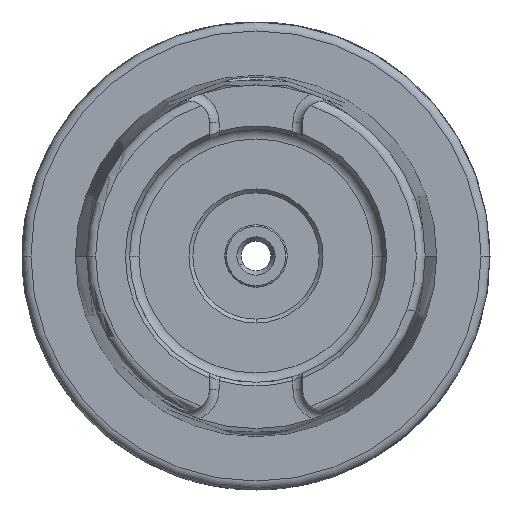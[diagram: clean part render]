
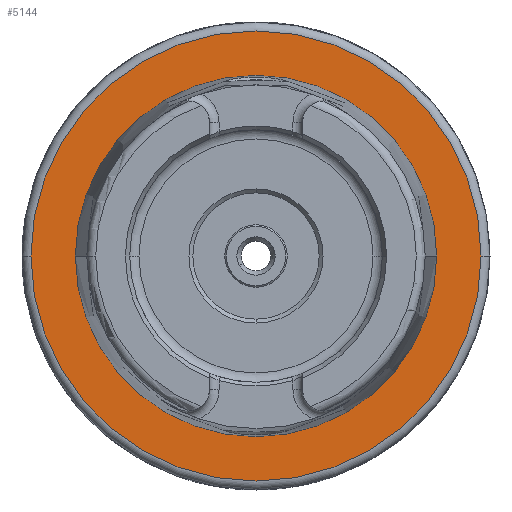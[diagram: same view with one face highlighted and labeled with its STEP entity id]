
A CAD part, left-side view. The second image highlights one B-rep face of the part: STEP entity #5144.
In plain terms, the highlighted planar face has unit normal (-1, 0, 0).
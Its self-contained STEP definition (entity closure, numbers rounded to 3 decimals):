
#87 = DIRECTION ( 'NONE',  ( 1., 0., 0. ) ) ;
#398 = CIRCLE ( 'NONE', #1368, 24.321 ) ;
#1048 = VERTEX_POINT ( 'NONE', #4618 ) ;
#1068 = EDGE_CURVE ( 'NONE', #2157, #3891, #1455, .T. ) ;
#1087 = AXIS2_PLACEMENT_3D ( 'NONE', #2399, #4113, #6483 ) ;
#1232 = CARTESIAN_POINT ( 'NONE',  ( 0., -30.3, 0. ) ) ;
#1289 = CARTESIAN_POINT ( 'NONE',  ( 0., 0., 0. ) ) ;
#1368 = AXIS2_PLACEMENT_3D ( 'NONE', #1698, #7529, #5162 ) ;
#1455 = CIRCLE ( 'NONE', #1087, 30.3 ) ;
#1542 = EDGE_CURVE ( 'NONE', #1048, #2118, #5937, .T. ) ;
#1698 = CARTESIAN_POINT ( 'NONE',  ( 0., 0., 0. ) ) ;
#2118 = VERTEX_POINT ( 'NONE', #3930 ) ;
#2157 = VERTEX_POINT ( 'NONE', #2178 ) ;
#2166 = FACE_BOUND ( 'NONE', #3384, .T. ) ;
#2178 = CARTESIAN_POINT ( 'NONE',  ( 0., 30.3, 0. ) ) ;
#2211 = CIRCLE ( 'NONE', #6435, 30.3 ) ;
#2399 = CARTESIAN_POINT ( 'NONE',  ( 0., 0., 0. ) ) ;
#2458 = EDGE_LOOP ( 'NONE', ( #5804, #6667 ) ) ;
#2909 = EDGE_CURVE ( 'NONE', #2118, #1048, #398, .T. ) ;
#3384 = EDGE_LOOP ( 'NONE', ( #5322, #6874 ) ) ;
#3541 = DIRECTION ( 'NONE',  ( 0., 1., 0. ) ) ;
#3891 = VERTEX_POINT ( 'NONE', #1232 ) ;
#3930 = CARTESIAN_POINT ( 'NONE',  ( 0., -24.321, 0. ) ) ;
#4113 = DIRECTION ( 'NONE',  ( 1., 0., 0. ) ) ;
#4342 = DIRECTION ( 'NONE',  ( 0., 1., 0. ) ) ;
#4502 = FACE_OUTER_BOUND ( 'NONE', #2458, .T. ) ;
#4582 = AXIS2_PLACEMENT_3D ( 'NONE', #1289, #87, #3541 ) ;
#4618 = CARTESIAN_POINT ( 'NONE',  ( 0., 24.321, 0. ) ) ;
#4970 = DIRECTION ( 'NONE',  ( -1., 0., 0. ) ) ;
#5144 = ADVANCED_FACE ( 'NONE', ( #2166, #4502 ), #6718, .T. ) ;
#5162 = DIRECTION ( 'NONE',  ( 0., 1., 0. ) ) ;
#5322 = ORIENTED_EDGE ( 'NONE', *, *, #1542, .T. ) ;
#5593 = DIRECTION ( 'NONE',  ( 0., -1., 0. ) ) ;
#5674 = AXIS2_PLACEMENT_3D ( 'NONE', #7398, #4970, #5593 ) ;
#5804 = ORIENTED_EDGE ( 'NONE', *, *, #1068, .F. ) ;
#5937 = CIRCLE ( 'NONE', #4582, 24.321 ) ;
#6007 = EDGE_CURVE ( 'NONE', #3891, #2157, #2211, .T. ) ;
#6435 = AXIS2_PLACEMENT_3D ( 'NONE', #6634, #7249, #4342 ) ;
#6483 = DIRECTION ( 'NONE',  ( 0., 1., 0. ) ) ;
#6634 = CARTESIAN_POINT ( 'NONE',  ( 0., 0., 0. ) ) ;
#6667 = ORIENTED_EDGE ( 'NONE', *, *, #6007, .F. ) ;
#6718 = PLANE ( 'NONE',  #5674 ) ;
#6874 = ORIENTED_EDGE ( 'NONE', *, *, #2909, .T. ) ;
#7249 = DIRECTION ( 'NONE',  ( 1., 0., 0. ) ) ;
#7398 = CARTESIAN_POINT ( 'NONE',  ( 0., 24.321, 0. ) ) ;
#7529 = DIRECTION ( 'NONE',  ( 1., 0., 0. ) ) ;
